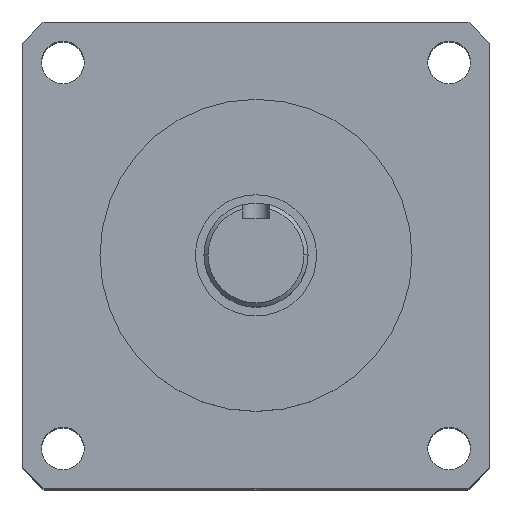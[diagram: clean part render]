
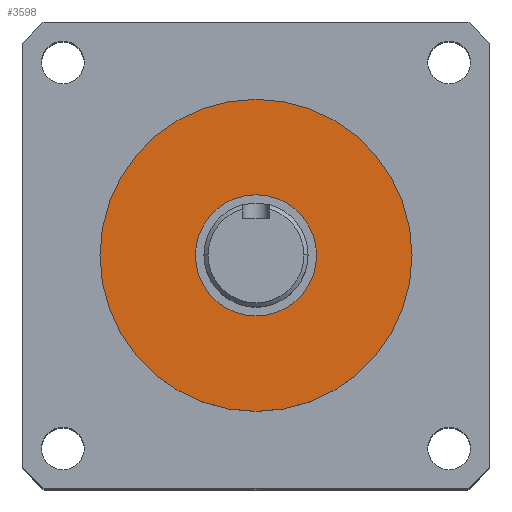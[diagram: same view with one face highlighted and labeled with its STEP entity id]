
A CAD part, top view. The second image highlights one B-rep face of the part: STEP entity #3598.
In plain terms, the highlighted planar face has unit normal (0, 0, 1).
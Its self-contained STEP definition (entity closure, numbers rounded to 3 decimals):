
#29 = AXIS2_PLACEMENT_3D ( 'NONE', #4295, #796, #1154 ) ;
#78 = DIRECTION ( 'NONE',  ( 1., 0., 0. ) ) ;
#190 = CARTESIAN_POINT ( 'NONE',  ( -7.4, 0., 84. ) ) ;
#460 = DIRECTION ( 'NONE',  ( -1., 0., 0. ) ) ;
#734 = ORIENTED_EDGE ( 'NONE', *, *, #4471, .T. ) ;
#772 = EDGE_CURVE ( 'NONE', #3441, #844, #1752, .T. ) ;
#796 = DIRECTION ( 'NONE',  ( 0., 0., -1. ) ) ;
#844 = VERTEX_POINT ( 'NONE', #190 ) ;
#1006 = CIRCLE ( 'NONE', #2718, 7.4 ) ;
#1154 = DIRECTION ( 'NONE',  ( -1., 0., 0. ) ) ;
#1227 = CIRCLE ( 'NONE', #3471, 19.05 ) ;
#1261 = FACE_OUTER_BOUND ( 'NONE', #4218, .T. ) ;
#1458 = ORIENTED_EDGE ( 'NONE', *, *, #772, .T. ) ;
#1542 = CIRCLE ( 'NONE', #29, 19.05 ) ;
#1752 = CIRCLE ( 'NONE', #3520, 7.4 ) ;
#1861 = EDGE_CURVE ( 'NONE', #2529, #4752, #1542, .T. ) ;
#2085 = CARTESIAN_POINT ( 'NONE',  ( 0., 0., 84. ) ) ;
#2131 = DIRECTION ( 'NONE',  ( -1., 0., 0. ) ) ;
#2333 = AXIS2_PLACEMENT_3D ( 'NONE', #3296, #4888, #78 ) ;
#2498 = DIRECTION ( 'NONE',  ( 0., 0., -1. ) ) ;
#2512 = EDGE_CURVE ( 'NONE', #4752, #2529, #1227, .T. ) ;
#2529 = VERTEX_POINT ( 'NONE', #3975 ) ;
#2718 = AXIS2_PLACEMENT_3D ( 'NONE', #3915, #3129, #3889 ) ;
#2796 = CARTESIAN_POINT ( 'NONE',  ( 0., 0., 84. ) ) ;
#2963 = CARTESIAN_POINT ( 'NONE',  ( -19.05, 0., 84. ) ) ;
#3009 = CARTESIAN_POINT ( 'NONE',  ( 7.4, 0., 84. ) ) ;
#3129 = DIRECTION ( 'NONE',  ( 0., 0., -1. ) ) ;
#3131 = ORIENTED_EDGE ( 'NONE', *, *, #1861, .F. ) ;
#3296 = CARTESIAN_POINT ( 'NONE',  ( 0., 19.05, 84. ) ) ;
#3441 = VERTEX_POINT ( 'NONE', #3009 ) ;
#3471 = AXIS2_PLACEMENT_3D ( 'NONE', #2796, #4827, #460 ) ;
#3520 = AXIS2_PLACEMENT_3D ( 'NONE', #2085, #2498, #2131 ) ;
#3598 = ADVANCED_FACE ( 'NONE', ( #4186, #1261 ), #4368, .T. ) ;
#3830 = EDGE_LOOP ( 'NONE', ( #734, #1458 ) ) ;
#3889 = DIRECTION ( 'NONE',  ( -1., 0., 0. ) ) ;
#3915 = CARTESIAN_POINT ( 'NONE',  ( 0., 0., 84. ) ) ;
#3975 = CARTESIAN_POINT ( 'NONE',  ( 19.05, 0., 84. ) ) ;
#4090 = ORIENTED_EDGE ( 'NONE', *, *, #2512, .F. ) ;
#4186 = FACE_BOUND ( 'NONE', #3830, .T. ) ;
#4218 = EDGE_LOOP ( 'NONE', ( #4090, #3131 ) ) ;
#4295 = CARTESIAN_POINT ( 'NONE',  ( 0., 0., 84. ) ) ;
#4368 = PLANE ( 'NONE',  #2333 ) ;
#4471 = EDGE_CURVE ( 'NONE', #844, #3441, #1006, .T. ) ;
#4752 = VERTEX_POINT ( 'NONE', #2963 ) ;
#4827 = DIRECTION ( 'NONE',  ( 0., 0., -1. ) ) ;
#4888 = DIRECTION ( 'NONE',  ( 0., 0., 1. ) ) ;
